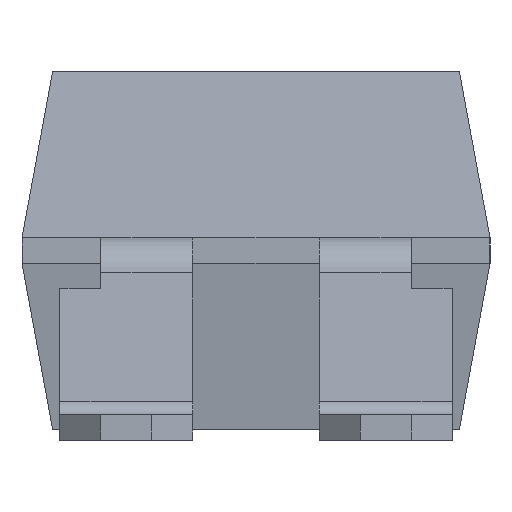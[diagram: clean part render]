
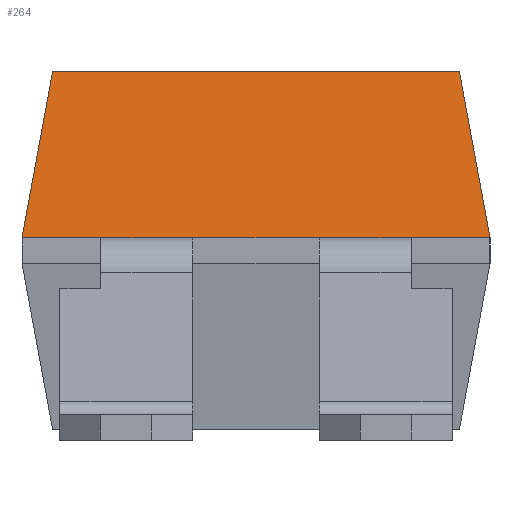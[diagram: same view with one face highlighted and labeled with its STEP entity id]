
A CAD part, left-side view. The second image highlights one B-rep face of the part: STEP entity #264.
In plain terms, the highlighted planar face has unit normal (-0.988, 0, 0.152).
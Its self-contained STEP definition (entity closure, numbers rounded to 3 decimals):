
#264 = ADVANCED_FACE( '', ( #639 ), #640, .T. );
#639 = FACE_OUTER_BOUND( '', #1152, .T. );
#640 = PLANE( '', #1153 );
#1152 = EDGE_LOOP( '', ( #1754, #1755, #1756, #1757, #1758, #1759, #1760, #1761 ) );
#1153 = AXIS2_PLACEMENT_3D( '', #1762, #1763, #1764 );
#1754 = ORIENTED_EDGE( '', *, *, #3398, .T. );
#1755 = ORIENTED_EDGE( '', *, *, #3399, .T. );
#1756 = ORIENTED_EDGE( '', *, *, #3400, .F. );
#1757 = ORIENTED_EDGE( '', *, *, #3401, .F. );
#1758 = ORIENTED_EDGE( '', *, *, #3402, .F. );
#1759 = ORIENTED_EDGE( '', *, *, #3403, .F. );
#1760 = ORIENTED_EDGE( '', *, *, #3404, .F. );
#1761 = ORIENTED_EDGE( '', *, *, #3405, .F. );
#1762 = CARTESIAN_POINT( '', ( -3.25, -2.29, 0.125 ) );
#1763 = DIRECTION( '', ( -0.988, 0., 0.152 ) );
#1764 = DIRECTION( '', ( 0.152, 0., 0.988 ) );
#3398 = EDGE_CURVE( '', #4037, #4038, #4039, .T. );
#3399 = EDGE_CURVE( '', #4038, #4040, #4041, .T. );
#3400 = EDGE_CURVE( '', #4042, #4040, #4043, .T. );
#3401 = EDGE_CURVE( '', #4044, #4042, #4045, .T. );
#3402 = EDGE_CURVE( '', #4046, #4044, #4047, .T. );
#3403 = EDGE_CURVE( '', #4048, #4046, #4049, .T. );
#3404 = EDGE_CURVE( '', #4050, #4048, #4051, .T. );
#3405 = EDGE_CURVE( '', #4037, #4050, #4052, .T. );
#4037 = VERTEX_POINT( '', #5017 );
#4038 = VERTEX_POINT( '', #5018 );
#4039 = LINE( '', #5019, #5020 );
#4040 = VERTEX_POINT( '', #5021 );
#4041 = LINE( '', #5022, #5023 );
#4042 = VERTEX_POINT( '', #5024 );
#4043 = LINE( '', #5025, #5026 );
#4044 = VERTEX_POINT( '', #5027 );
#4045 = LINE( '', #5028, #5029 );
#4046 = VERTEX_POINT( '', #5030 );
#4047 = LINE( '', #5031, #5032 );
#4048 = VERTEX_POINT( '', #5033 );
#4049 = LINE( '', #5034, #5035 );
#4050 = VERTEX_POINT( '', #5036 );
#4051 = LINE( '', #5037, #5038 );
#4052 = LINE( '', #5039, #5040 );
#5017 = CARTESIAN_POINT( '', ( -3., -1.99, 1.75 ) );
#5018 = CARTESIAN_POINT( '', ( -3., 1.99, 1.75 ) );
#5019 = CARTESIAN_POINT( '', ( -3., -2.29, 1.75 ) );
#5020 = VECTOR( '', #6587, 1000. );
#5021 = CARTESIAN_POINT( '', ( -3.25, 2.29, 0.125 ) );
#5022 = CARTESIAN_POINT( '', ( -3.127, 2.142, 0.924 ) );
#5023 = VECTOR( '', #6588, 1000. );
#5024 = CARTESIAN_POINT( '', ( -3.25, 1.52, 0.125 ) );
#5025 = CARTESIAN_POINT( '', ( -3.25, -2.29, 0.125 ) );
#5026 = VECTOR( '', #6589, 1000. );
#5027 = CARTESIAN_POINT( '', ( -3.25, 0.62, 0.125 ) );
#5028 = CARTESIAN_POINT( '', ( -3.25, -2.29, 0.125 ) );
#5029 = VECTOR( '', #6590, 1000. );
#5030 = CARTESIAN_POINT( '', ( -3.25, -0.62, 0.125 ) );
#5031 = CARTESIAN_POINT( '', ( -3.25, -2.29, 0.125 ) );
#5032 = VECTOR( '', #6591, 1000. );
#5033 = CARTESIAN_POINT( '', ( -3.25, -1.52, 0.125 ) );
#5034 = CARTESIAN_POINT( '', ( -3.25, -2.29, 0.125 ) );
#5035 = VECTOR( '', #6592, 1000. );
#5036 = CARTESIAN_POINT( '', ( -3.25, -2.29, 0.125 ) );
#5037 = CARTESIAN_POINT( '', ( -3.25, -2.29, 0.125 ) );
#5038 = VECTOR( '', #6593, 1000. );
#5039 = CARTESIAN_POINT( '', ( -3.25, -2.29, 0.125 ) );
#5040 = VECTOR( '', #6594, 1000. );
#6587 = DIRECTION( '', ( 0., 1., 0. ) );
#6588 = DIRECTION( '', ( -0.15, 0.18, -0.972 ) );
#6589 = DIRECTION( '', ( 0., 1., 0. ) );
#6590 = DIRECTION( '', ( 0., 1., 0. ) );
#6591 = DIRECTION( '', ( 0., 1., 0. ) );
#6592 = DIRECTION( '', ( 0., 1., 0. ) );
#6593 = DIRECTION( '', ( 0., 1., 0. ) );
#6594 = DIRECTION( '', ( -0.15, -0.18, -0.972 ) );
